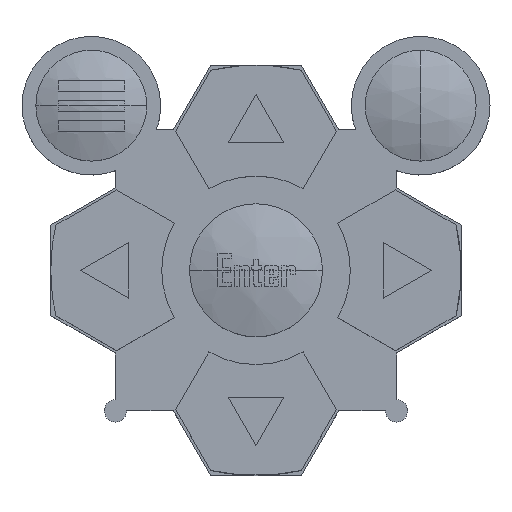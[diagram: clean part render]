
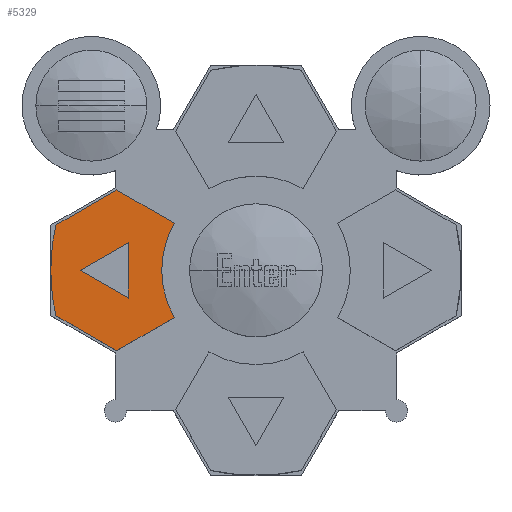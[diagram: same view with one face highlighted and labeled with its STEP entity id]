
A CAD part, top view. The second image highlights one B-rep face of the part: STEP entity #5329.
In plain terms, the highlighted planar face has unit normal (0, 0, 1).
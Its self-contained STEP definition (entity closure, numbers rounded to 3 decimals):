
#2 = ORIENTED_EDGE ( 'NONE', *, *, #2966, .F. ) ;
#27 = CARTESIAN_POINT ( 'NONE',  ( -17.412, 3.939, 5.114 ) ) ;
#74 = ORIENTED_EDGE ( 'NONE', *, *, #2767, .T. ) ;
#115 = CIRCLE ( 'NONE', #4245, 8.203 ) ;
#134 = CARTESIAN_POINT ( 'NONE',  ( 0., 0., 5.114 ) ) ;
#258 = VERTEX_POINT ( 'NONE', #6883 ) ;
#275 = VERTEX_POINT ( 'NONE', #5219 ) ;
#296 = ORIENTED_EDGE ( 'NONE', *, *, #5855, .T. ) ;
#384 = CIRCLE ( 'NONE', #5884, 8.203 ) ;
#424 = CARTESIAN_POINT ( 'NONE',  ( -3.819, -6.615, 5.114 ) ) ;
#487 = CARTESIAN_POINT ( 'NONE',  ( -7.104, 4.101, 5.114 ) ) ;
#662 = VECTOR ( 'NONE', #6811, 1000. ) ;
#683 = PLANE ( 'NONE',  #3450 ) ;
#688 = EDGE_CURVE ( 'NONE', #258, #4812, #6297, .T. ) ;
#710 = CARTESIAN_POINT ( 'NONE',  ( 0., 0., 5.114 ) ) ;
#768 = VERTEX_POINT ( 'NONE', #3714 ) ;
#794 = LINE ( 'NONE', #4776, #3511 ) ;
#844 = FACE_OUTER_BOUND ( 'NONE', #1489, .T. ) ;
#915 = LINE ( 'NONE', #5315, #3638 ) ;
#950 = CARTESIAN_POINT ( 'NONE',  ( 0., 0., 5.114 ) ) ;
#984 = VECTOR ( 'NONE', #5845, 1000. ) ;
#1076 = LINE ( 'NONE', #1509, #6875 ) ;
#1083 = DIRECTION ( 'NONE',  ( 1., 0., 0. ) ) ;
#1186 = CARTESIAN_POINT ( 'NONE',  ( -6.059, -10.494, 5.114 ) ) ;
#1241 = EDGE_CURVE ( 'NONE', #2598, #768, #384, .T. ) ;
#1259 = DIRECTION ( 'NONE',  ( 1., 0., 0. ) ) ;
#1489 = EDGE_LOOP ( 'NONE', ( #296, #3597, #74, #6775, #6339, #3473, #2, #6242 ) ) ;
#1509 = CARTESIAN_POINT ( 'NONE',  ( 0., 0., 5.114 ) ) ;
#1656 = VERTEX_POINT ( 'NONE', #27 ) ;
#1781 = DIRECTION ( 'NONE',  ( 1., 0., 0. ) ) ;
#1799 = EDGE_CURVE ( 'NONE', #3117, #6166, #6778, .T. ) ;
#1884 = CARTESIAN_POINT ( 'NONE',  ( -17.852, 0., 5.114 ) ) ;
#1997 = DIRECTION ( 'NONE',  ( 0.866, 0.5, 0. ) ) ;
#2095 = VECTOR ( 'NONE', #2132, 1000. ) ;
#2132 = DIRECTION ( 'NONE',  ( 0.866, -0.5, 0. ) ) ;
#2147 = CARTESIAN_POINT ( 'NONE',  ( 0., 0., 5.114 ) ) ;
#2272 = LINE ( 'NONE', #2443, #662 ) ;
#2313 = AXIS2_PLACEMENT_3D ( 'NONE', #710, #4514, #1259 ) ;
#2350 = CIRCLE ( 'NONE', #2313, 17.852 ) ;
#2443 = CARTESIAN_POINT ( 'NONE',  ( 0., 0., 5.114 ) ) ;
#2592 = CARTESIAN_POINT ( 'NONE',  ( -11.098, -2.412, 5.114 ) ) ;
#2598 = VERTEX_POINT ( 'NONE', #487 ) ;
#2667 = CARTESIAN_POINT ( 'NONE',  ( -7.104, -4.101, 5.114 ) ) ;
#2669 = VECTOR ( 'NONE', #1997, 1000. ) ;
#2674 = DIRECTION ( 'NONE',  ( 1., 0., 0. ) ) ;
#2735 = DIRECTION ( 'NONE',  ( 0., 0., 1. ) ) ;
#2767 = EDGE_CURVE ( 'NONE', #1656, #5447, #6611, .T. ) ;
#2816 = CARTESIAN_POINT ( 'NONE',  ( -12.118, -6.996, 5.114 ) ) ;
#2966 = EDGE_CURVE ( 'NONE', #768, #6104, #115, .T. ) ;
#3015 = DIRECTION ( 'NONE',  ( 0., 0., 1. ) ) ;
#3117 = VERTEX_POINT ( 'NONE', #2592 ) ;
#3139 = EDGE_LOOP ( 'NONE', ( #5736, #3410, #6610 ) ) ;
#3410 = ORIENTED_EDGE ( 'NONE', *, *, #3673, .T. ) ;
#3450 = AXIS2_PLACEMENT_3D ( 'NONE', #134, #5048, #1781 ) ;
#3473 = ORIENTED_EDGE ( 'NONE', *, *, #6552, .F. ) ;
#3511 = VECTOR ( 'NONE', #4216, 1000. ) ;
#3597 = ORIENTED_EDGE ( 'NONE', *, *, #5969, .T. ) ;
#3638 = VECTOR ( 'NONE', #5858, 1000. ) ;
#3673 = EDGE_CURVE ( 'NONE', #7066, #3117, #794, .T. ) ;
#3714 = CARTESIAN_POINT ( 'NONE',  ( -8.203, 0., 5.114 ) ) ;
#3734 = FACE_BOUND ( 'NONE', #3139, .T. ) ;
#4134 = LINE ( 'NONE', #4687, #2669 ) ;
#4216 = DIRECTION ( 'NONE',  ( 0., -1., 0. ) ) ;
#4245 = AXIS2_PLACEMENT_3D ( 'NONE', #6305, #3015, #6833 ) ;
#4514 = DIRECTION ( 'NONE',  ( 0., 0., 1. ) ) ;
#4687 = CARTESIAN_POINT ( 'NONE',  ( -3.819, 6.615, 5.114 ) ) ;
#4776 = CARTESIAN_POINT ( 'NONE',  ( -11.097, 0., 5.114 ) ) ;
#4812 = VERTEX_POINT ( 'NONE', #2816 ) ;
#5048 = DIRECTION ( 'NONE',  ( 0., 0., 1. ) ) ;
#5219 = CARTESIAN_POINT ( 'NONE',  ( -12.118, 6.996, 5.114 ) ) ;
#5315 = CARTESIAN_POINT ( 'NONE',  ( -6.059, 10.494, 5.114 ) ) ;
#5329 = ADVANCED_FACE ( 'NONE', ( #844, #3734 ), #683, .T. ) ;
#5331 = DIRECTION ( 'NONE',  ( -0.866, -0.5, 0. ) ) ;
#5447 = VERTEX_POINT ( 'NONE', #1884 ) ;
#5736 = ORIENTED_EDGE ( 'NONE', *, *, #6508, .T. ) ;
#5817 = CARTESIAN_POINT ( 'NONE',  ( -11.097, 2.413, 5.114 ) ) ;
#5845 = DIRECTION ( 'NONE',  ( -0.866, 0.5, 0. ) ) ;
#5855 = EDGE_CURVE ( 'NONE', #2598, #275, #2272, .T. ) ;
#5858 = DIRECTION ( 'NONE',  ( -0.866, -0.5, 0. ) ) ;
#5884 = AXIS2_PLACEMENT_3D ( 'NONE', #2147, #5954, #2674 ) ;
#5954 = DIRECTION ( 'NONE',  ( 0., 0., 1. ) ) ;
#5969 = EDGE_CURVE ( 'NONE', #275, #1656, #915, .T. ) ;
#6104 = VERTEX_POINT ( 'NONE', #2667 ) ;
#6166 = VERTEX_POINT ( 'NONE', #6580 ) ;
#6233 = AXIS2_PLACEMENT_3D ( 'NONE', #950, #2735, #1083 ) ;
#6242 = ORIENTED_EDGE ( 'NONE', *, *, #1241, .F. ) ;
#6297 = LINE ( 'NONE', #1186, #2095 ) ;
#6305 = CARTESIAN_POINT ( 'NONE',  ( 0., 0., 5.114 ) ) ;
#6319 = EDGE_CURVE ( 'NONE', #5447, #258, #2350, .T. ) ;
#6339 = ORIENTED_EDGE ( 'NONE', *, *, #688, .T. ) ;
#6508 = EDGE_CURVE ( 'NONE', #6166, #7066, #4134, .T. ) ;
#6552 = EDGE_CURVE ( 'NONE', #6104, #4812, #1076, .T. ) ;
#6580 = CARTESIAN_POINT ( 'NONE',  ( -15.276, 0., 5.114 ) ) ;
#6610 = ORIENTED_EDGE ( 'NONE', *, *, #1799, .T. ) ;
#6611 = CIRCLE ( 'NONE', #6233, 17.852 ) ;
#6775 = ORIENTED_EDGE ( 'NONE', *, *, #6319, .T. ) ;
#6778 = LINE ( 'NONE', #424, #984 ) ;
#6811 = DIRECTION ( 'NONE',  ( -0.866, 0.5, 0. ) ) ;
#6833 = DIRECTION ( 'NONE',  ( 1., 0., 0. ) ) ;
#6875 = VECTOR ( 'NONE', #5331, 1000. ) ;
#6883 = CARTESIAN_POINT ( 'NONE',  ( -17.412, -3.939, 5.114 ) ) ;
#7066 = VERTEX_POINT ( 'NONE', #5817 ) ;
